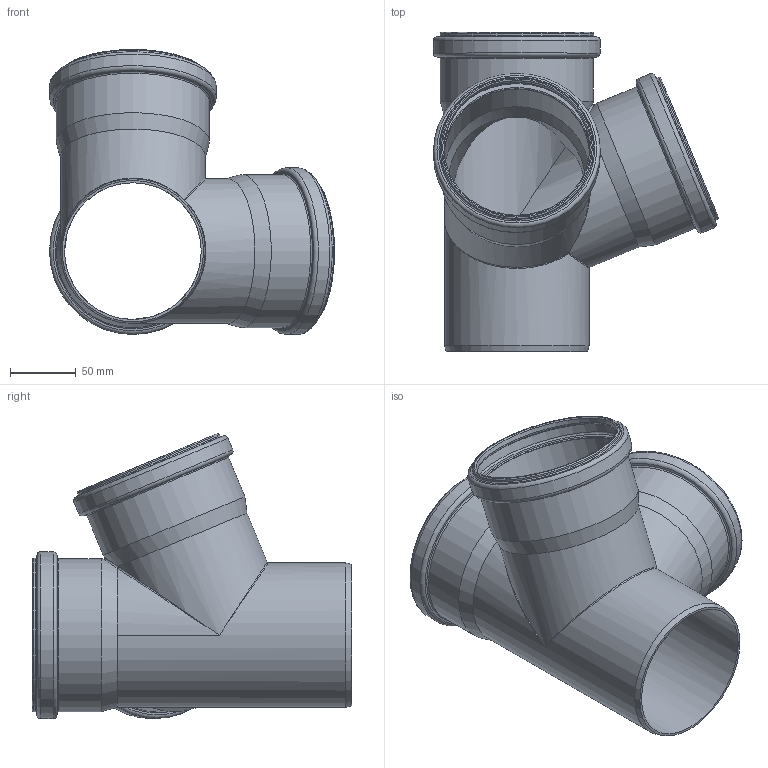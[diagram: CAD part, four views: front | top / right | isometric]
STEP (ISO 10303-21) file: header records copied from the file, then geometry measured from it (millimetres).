
FILE_DESCRIPTION(/* description */ (''),/* implementation_level */ '2;1');
FILE_NAME(/* name */ '175920 HTsafeED DN_OD 110_110_110_67°.stp',/* time_stamp */ '2017-03-13T12:07:01+01:00',/* author */ ('user1'),/* organization */ (''),/* preprocessor_version */ 'ST-DEVELOPER v16.1',/* originating_system */ 'Autodesk Inventor 2016',/* authorisation */ '');
FILE_SCHEMA (('AUTOMOTIVE_DESIGN { 1 0 10303 214 3 1 1 }'));
Length unit declared in the file: millimetre
Products named in the file (1): 175920 HTsafeED DN_OD 110_110_110_67°
Bounding box: 217.44 x 243.5 x 217.44 mm (x, y, z)
Volume: 412821.4 mm3; surface area: 282575.9 mm2
Topology: 1 solids, 1 shells, 98 faces, 213 edges, 114 vertices
Faces by surface type: cylinder 31, torus 30, cone 19, bspline 9, plane 7, sphere 2
Full cylindrical faces by diameter (mm): 104.3 x1, 110.3 x1, 111 x3, 111.3 x6, 116.8 x3, 117.1 x3, 121.8 x3, 127.2 x3
Entity records: 2727 total; most frequent: CARTESIAN_POINT 938, DIRECTION 400, ORIENTED_EDGE 256, AXIS2_PLACEMENT_3D 200, EDGE_LOOP 175, EDGE_CURVE 128, VERTEX_POINT 107, FACE_OUTER_BOUND 96
